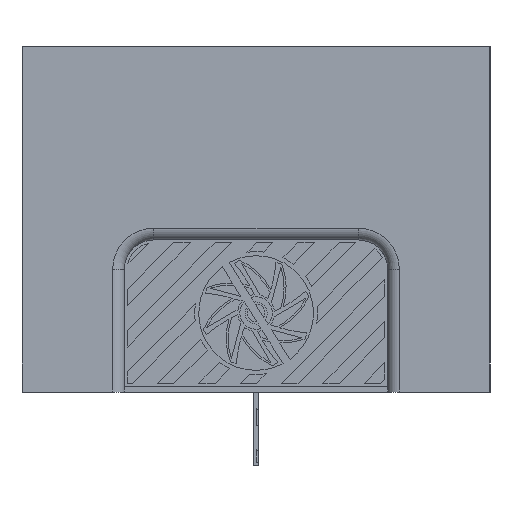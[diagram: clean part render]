
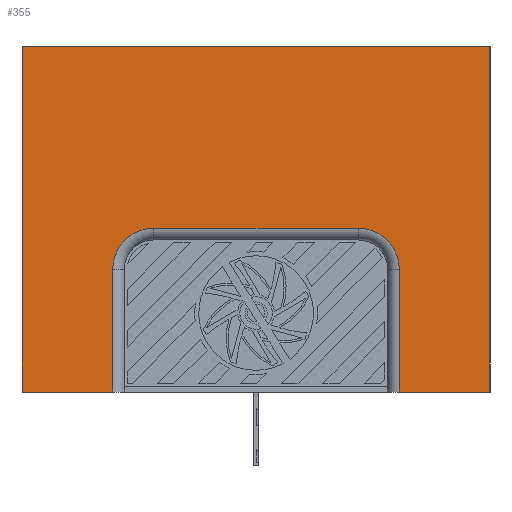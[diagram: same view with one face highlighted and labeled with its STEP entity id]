
A CAD part, left-side view. The second image highlights one B-rep face of the part: STEP entity #355.
In plain terms, the highlighted planar face has unit normal (-1, 0, 0).
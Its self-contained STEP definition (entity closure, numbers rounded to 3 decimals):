
#355 = ADVANCED_FACE( '', ( #772 ), #773, .F. );
#772 = FACE_OUTER_BOUND( '', #1232, .T. );
#773 = PLANE( '', #1233 );
#1232 = EDGE_LOOP( '', ( #2702, #2703, #2704, #2705, #2706, #2707, #2708, #2709, #2710, #2711 ) );
#1233 = AXIS2_PLACEMENT_3D( '', #2712, #2713, #2714 );
#2702 = ORIENTED_EDGE( '', *, *, #3392, .T. );
#2703 = ORIENTED_EDGE( '', *, *, #3393, .T. );
#2704 = ORIENTED_EDGE( '', *, *, #3394, .T. );
#2705 = ORIENTED_EDGE( '', *, *, #3395, .T. );
#2706 = ORIENTED_EDGE( '', *, *, #3396, .T. );
#2707 = ORIENTED_EDGE( '', *, *, #3397, .T. );
#2708 = ORIENTED_EDGE( '', *, *, #3398, .T. );
#2709 = ORIENTED_EDGE( '', *, *, #3399, .F. );
#2710 = ORIENTED_EDGE( '', *, *, #3400, .F. );
#2711 = ORIENTED_EDGE( '', *, *, #3401, .T. );
#2712 = CARTESIAN_POINT( '', ( -100., 40., 59. ) );
#2713 = DIRECTION( '', ( 1., 0., 0. ) );
#2714 = DIRECTION( '', ( 0., 0., -1. ) );
#3392 = EDGE_CURVE( '', #4190, #4191, #4192, .T. );
#3393 = EDGE_CURVE( '', #4191, #4193, #4194, .F. );
#3394 = EDGE_CURVE( '', #4193, #4195, #4196, .T. );
#3395 = EDGE_CURVE( '', #4195, #4197, #4198, .F. );
#3396 = EDGE_CURVE( '', #4197, #4199, #4200, .T. );
#3397 = EDGE_CURVE( '', #4199, #4201, #4202, .F. );
#3398 = EDGE_CURVE( '', #4201, #4203, #4204, .T. );
#3399 = EDGE_CURVE( '', #4205, #4203, #4206, .T. );
#3400 = EDGE_CURVE( '', #4207, #4205, #4208, .T. );
#3401 = EDGE_CURVE( '', #4207, #4190, #4209, .T. );
#4190 = VERTEX_POINT( '', #5346 );
#4191 = VERTEX_POINT( '', #5347 );
#4192 = LINE( '', #5348, #5349 );
#4193 = VERTEX_POINT( '', #5350 );
#4194 = LINE( '', #5351, #5352 );
#4195 = VERTEX_POINT( '', #5353 );
#4196 = CIRCLE( '', #5354, 7. );
#4197 = VERTEX_POINT( '', #5355 );
#4198 = LINE( '', #5356, #5357 );
#4199 = VERTEX_POINT( '', #5358 );
#4200 = CIRCLE( '', #5359, 7. );
#4201 = VERTEX_POINT( '', #5360 );
#4202 = LINE( '', #5361, #5362 );
#4203 = VERTEX_POINT( '', #5363 );
#4204 = LINE( '', #5364, #5365 );
#4205 = VERTEX_POINT( '', #5366 );
#4206 = LINE( '', #5367, #5368 );
#4207 = VERTEX_POINT( '', #5369 );
#4208 = LINE( '', #5370, #5371 );
#4209 = LINE( '', #5372, #5373 );
#5346 = CARTESIAN_POINT( '', ( -100., 40., 0. ) );
#5347 = CARTESIAN_POINT( '', ( -100., 24.5, 0. ) );
#5348 = CARTESIAN_POINT( '', ( -100., 40., 0. ) );
#5349 = VECTOR( '', #6206, 1000. );
#5350 = CARTESIAN_POINT( '', ( -100., 24.5, 21. ) );
#5351 = CARTESIAN_POINT( '', ( -100., 24.5, 59. ) );
#5352 = VECTOR( '', #6207, 1000. );
#5353 = CARTESIAN_POINT( '', ( -100., 17.5, 28. ) );
#5354 = AXIS2_PLACEMENT_3D( '', #6208, #6209, #6210 );
#5355 = CARTESIAN_POINT( '', ( -100., -17.5, 28. ) );
#5356 = CARTESIAN_POINT( '', ( -100., 40., 28. ) );
#5357 = VECTOR( '', #6211, 1000. );
#5358 = CARTESIAN_POINT( '', ( -100., -24.5, 21. ) );
#5359 = AXIS2_PLACEMENT_3D( '', #6212, #6213, #6214 );
#5360 = CARTESIAN_POINT( '', ( -100., -24.5, 0. ) );
#5361 = CARTESIAN_POINT( '', ( -100., -24.5, 59. ) );
#5362 = VECTOR( '', #6215, 1000. );
#5363 = CARTESIAN_POINT( '', ( -100., -40., 0. ) );
#5364 = CARTESIAN_POINT( '', ( -100., 40., 0. ) );
#5365 = VECTOR( '', #6216, 1000. );
#5366 = CARTESIAN_POINT( '', ( -100., -40., 59. ) );
#5367 = CARTESIAN_POINT( '', ( -100., -40., 59. ) );
#5368 = VECTOR( '', #6217, 1000. );
#5369 = CARTESIAN_POINT( '', ( -100., 40., 59. ) );
#5370 = CARTESIAN_POINT( '', ( -100., 40., 59. ) );
#5371 = VECTOR( '', #6218, 1000. );
#5372 = CARTESIAN_POINT( '', ( -100., 40., 59. ) );
#5373 = VECTOR( '', #6219, 1000. );
#6206 = DIRECTION( '', ( 0., -1., 0. ) );
#6207 = DIRECTION( '', ( 0., 0., -1. ) );
#6208 = CARTESIAN_POINT( '', ( -100., 17.5, 21. ) );
#6209 = DIRECTION( '', ( 1., 0., 0. ) );
#6210 = DIRECTION( '', ( 0., 0., -1. ) );
#6211 = DIRECTION( '', ( 0., 1., 0. ) );
#6212 = CARTESIAN_POINT( '', ( -100., -17.5, 21. ) );
#6213 = DIRECTION( '', ( 1., 0., 0. ) );
#6214 = DIRECTION( '', ( 0., 0., -1. ) );
#6215 = DIRECTION( '', ( 0., 0., 1. ) );
#6216 = DIRECTION( '', ( 0., -1., 0. ) );
#6217 = DIRECTION( '', ( 0., 0., -1. ) );
#6218 = DIRECTION( '', ( 0., -1., 0. ) );
#6219 = DIRECTION( '', ( 0., 0., -1. ) );
